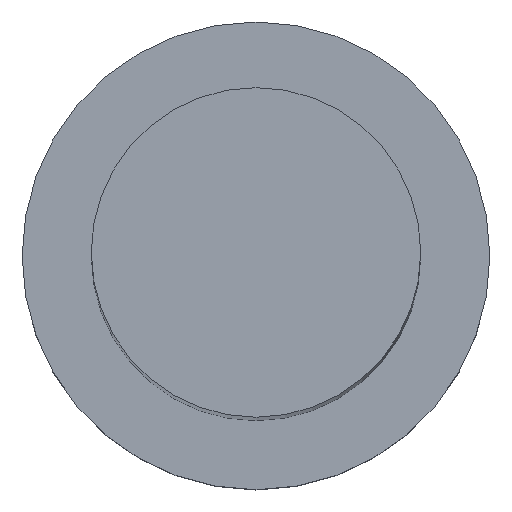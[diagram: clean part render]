
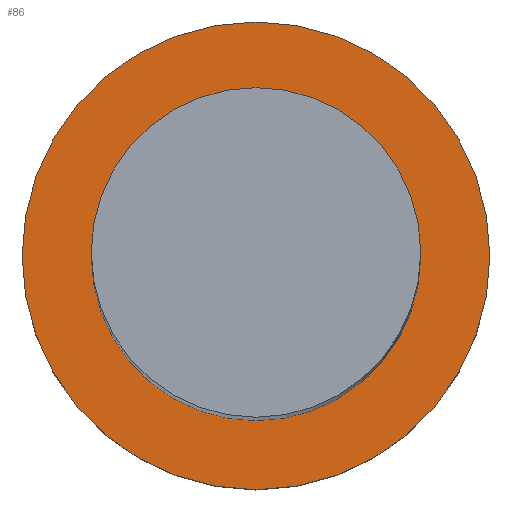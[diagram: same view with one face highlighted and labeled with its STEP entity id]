
A CAD part, top view. The second image highlights one B-rep face of the part: STEP entity #86.
In plain terms, the highlighted planar face has unit normal (0, 0, 1).
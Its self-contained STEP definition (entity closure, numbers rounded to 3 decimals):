
#2 = CIRCLE ( 'NONE', #240, 11. ) ;
#6 = CARTESIAN_POINT ( 'NONE',  ( -11., 0., 7. ) ) ;
#19 = CARTESIAN_POINT ( 'NONE',  ( -7.75, 0., 7. ) ) ;
#21 = AXIS2_PLACEMENT_3D ( 'NONE', #150, #63, #234 ) ;
#24 = FACE_BOUND ( 'NONE', #194, .T. ) ;
#25 = EDGE_CURVE ( 'NONE', #113, #208, #2, .T. ) ;
#32 = DIRECTION ( 'NONE',  ( 1., 0., 0. ) ) ;
#39 = CARTESIAN_POINT ( 'NONE',  ( 0., 0., 7. ) ) ;
#50 = DIRECTION ( 'NONE',  ( 0., 0., 1. ) ) ;
#52 = DIRECTION ( 'NONE',  ( 1., 0., 0. ) ) ;
#57 = PLANE ( 'NONE',  #139 ) ;
#59 = EDGE_CURVE ( 'NONE', #122, #217, #62, .T. ) ;
#60 = CARTESIAN_POINT ( 'NONE',  ( 7.75, 0., 7. ) ) ;
#62 = CIRCLE ( 'NONE', #21, 7.75 ) ;
#63 = DIRECTION ( 'NONE',  ( 0., 0., 1. ) ) ;
#70 = ORIENTED_EDGE ( 'NONE', *, *, #99, .T. ) ;
#86 = ADVANCED_FACE ( 'NONE', ( #24, #250 ), #57, .T. ) ;
#91 = AXIS2_PLACEMENT_3D ( 'NONE', #200, #50, #32 ) ;
#99 = EDGE_CURVE ( 'NONE', #208, #113, #148, .T. ) ;
#100 = AXIS2_PLACEMENT_3D ( 'NONE', #247, #190, #146 ) ;
#112 = EDGE_LOOP ( 'NONE', ( #70, #219 ) ) ;
#113 = VERTEX_POINT ( 'NONE', #212 ) ;
#120 = CARTESIAN_POINT ( 'NONE',  ( 0., 0., 7. ) ) ;
#122 = VERTEX_POINT ( 'NONE', #19 ) ;
#132 = ORIENTED_EDGE ( 'NONE', *, *, #255, .F. ) ;
#139 = AXIS2_PLACEMENT_3D ( 'NONE', #39, #152, #233 ) ;
#146 = DIRECTION ( 'NONE',  ( 1., 0., 0. ) ) ;
#148 = CIRCLE ( 'NONE', #91, 11. ) ;
#150 = CARTESIAN_POINT ( 'NONE',  ( 0., 0., 7. ) ) ;
#152 = DIRECTION ( 'NONE',  ( 0., 0., 1. ) ) ;
#190 = DIRECTION ( 'NONE',  ( 0., 0., 1. ) ) ;
#194 = EDGE_LOOP ( 'NONE', ( #239, #132 ) ) ;
#200 = CARTESIAN_POINT ( 'NONE',  ( 0., 0., 7. ) ) ;
#203 = DIRECTION ( 'NONE',  ( 0., 0., 1. ) ) ;
#208 = VERTEX_POINT ( 'NONE', #6 ) ;
#212 = CARTESIAN_POINT ( 'NONE',  ( 11., 0., 7. ) ) ;
#215 = CIRCLE ( 'NONE', #100, 7.75 ) ;
#217 = VERTEX_POINT ( 'NONE', #60 ) ;
#219 = ORIENTED_EDGE ( 'NONE', *, *, #25, .T. ) ;
#233 = DIRECTION ( 'NONE',  ( 1., 0., 0. ) ) ;
#234 = DIRECTION ( 'NONE',  ( 1., 0., 0. ) ) ;
#239 = ORIENTED_EDGE ( 'NONE', *, *, #59, .F. ) ;
#240 = AXIS2_PLACEMENT_3D ( 'NONE', #120, #203, #52 ) ;
#247 = CARTESIAN_POINT ( 'NONE',  ( 0., 0., 7. ) ) ;
#250 = FACE_OUTER_BOUND ( 'NONE', #112, .T. ) ;
#255 = EDGE_CURVE ( 'NONE', #217, #122, #215, .T. ) ;
